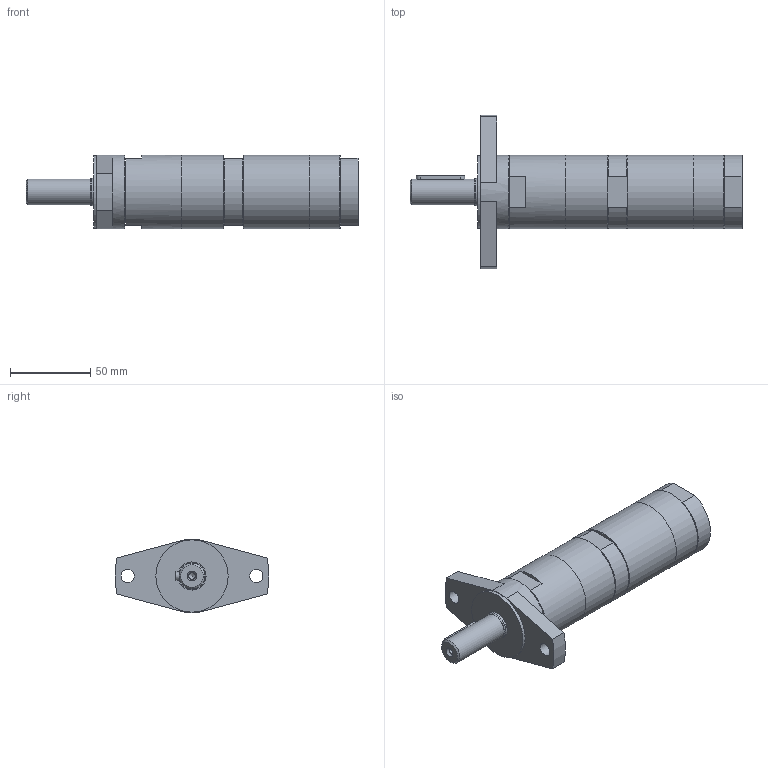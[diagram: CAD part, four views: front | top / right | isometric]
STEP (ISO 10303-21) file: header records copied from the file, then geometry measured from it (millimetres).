
FILE_DESCRIPTION(/* description */ (''),/* implementation_level */ '2;1');
FILE_NAME(/* name */ 'MRD 65-650 F80_60031497.stp',/* time_stamp */ '2018-08-21T11:21:27+02:00',/* author */ ('FLambert'),/* organization */ (''),/* preprocessor_version */ 'ST-DEVELOPER v17',/* originating_system */ 'Autodesk Inventor 2018',/* authorisation */ '');
FILE_SCHEMA (('AUTOMOTIVE_DESIGN { 1 0 10303 214 3 1 1 }'));
Length unit declared in the file: millimetre
Products named in the file (1): MRD 65-650 F80_60031497
Bounding box: 206.5 x 95.7 x 46 mm (x, y, z)
Volume: 290300.7 mm3; surface area: 47117.8 mm2
Topology: 1 solids, 44 shells, 418 faces, 946 edges, 631 vertices
Faces by surface type: cylinder 194, plane 194, cone 23, bspline 7
Full cylindrical faces by diameter (mm): 4 x1, 4.134 x1, 8.3 x2, 11.445 x1, 16 x1, 16.95 x1, 17.5 x1, 18.631 x1, 38 x1, 38.376 x1, 40.698 x3, 41 x1, 42 x1, 45 x1, 46 x5
Entity records: 12243 total; most frequent: DIRECTION 2195, CARTESIAN_POINT 2168, ORIENTED_EDGE 1890, EDGE_CURVE 945, AXIS2_PLACEMENT_3D 878, VERTEX_POINT 631, CIRCLE 466, EDGE_LOOP 444
